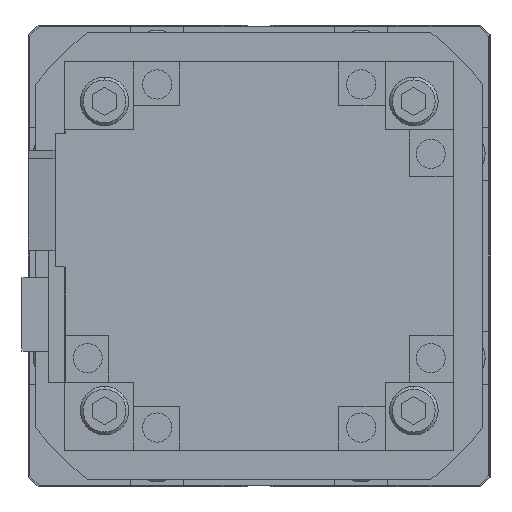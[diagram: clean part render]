
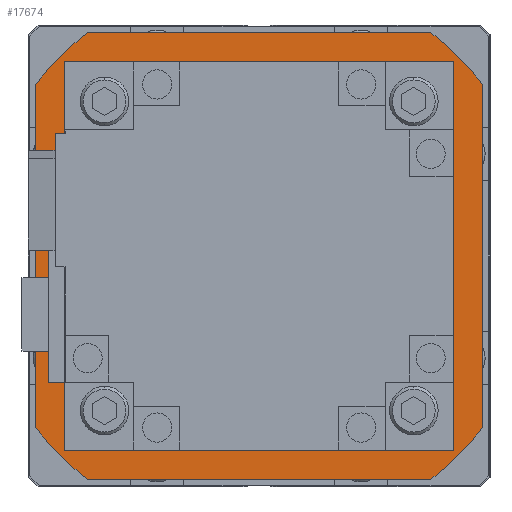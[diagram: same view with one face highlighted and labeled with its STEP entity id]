
A CAD part, left-side view. The second image highlights one B-rep face of the part: STEP entity #17674.
In plain terms, the highlighted face is planar.
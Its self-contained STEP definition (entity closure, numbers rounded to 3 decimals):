
#69 = FACE_OUTER_BOUND ( 'NONE', #15815, .T. ) ;
#615 = EDGE_CURVE ( 'NONE', #30812, #17582, #11540, .T. ) ;
#698 = EDGE_CURVE ( 'NONE', #15357, #9183, #21714, .T. ) ;
#1228 = EDGE_CURVE ( 'NONE', #32863, #8103, #10329, .T. ) ;
#1266 = CARTESIAN_POINT ( 'NONE',  ( 116.5, 0., 0. ) ) ;
#1317 = CARTESIAN_POINT ( 'NONE',  ( 116.5, 35.327, 46. ) ) ;
#1616 = ORIENTED_EDGE ( 'NONE', *, *, #19252, .T. ) ;
#1837 = CARTESIAN_POINT ( 'NONE',  ( 116.5, -46., 35.327 ) ) ;
#2041 = DIRECTION ( 'NONE',  ( 1., 0., 0. ) ) ;
#2055 = AXIS2_PLACEMENT_3D ( 'NONE', #1266, #17117, #3757 ) ;
#3436 = DIRECTION ( 'NONE',  ( 0., -1., 0. ) ) ;
#3757 = DIRECTION ( 'NONE',  ( 0., 0., -1. ) ) ;
#3955 = EDGE_CURVE ( 'NONE', #17582, #15357, #17913, .T. ) ;
#4562 = DIRECTION ( 'NONE',  ( 0., 0., -1. ) ) ;
#4710 = DIRECTION ( 'NONE',  ( 0., 1., 0. ) ) ;
#4809 = AXIS2_PLACEMENT_3D ( 'NONE', #24543, #31962, #21725 ) ;
#4854 = CARTESIAN_POINT ( 'NONE',  ( 116.5, 35.327, -46. ) ) ;
#5095 = CARTESIAN_POINT ( 'NONE',  ( 116.5, 0., 0. ) ) ;
#5150 = LINE ( 'NONE', #13750, #9208 ) ;
#5327 = LINE ( 'NONE', #1317, #18302 ) ;
#6174 = EDGE_CURVE ( 'NONE', #26969, #28693, #22123, .T. ) ;
#6197 = DIRECTION ( 'NONE',  ( 1., 0., 0. ) ) ;
#7469 = ORIENTED_EDGE ( 'NONE', *, *, #20286, .T. ) ;
#8103 = VERTEX_POINT ( 'NONE', #23649 ) ;
#8136 = DIRECTION ( 'NONE',  ( 0., 0., 1. ) ) ;
#8483 = CARTESIAN_POINT ( 'NONE',  ( 116.5, 46., 35.327 ) ) ;
#9183 = VERTEX_POINT ( 'NONE', #19514 ) ;
#9208 = VECTOR ( 'NONE', #8136, 1000. ) ;
#9721 = AXIS2_PLACEMENT_3D ( 'NONE', #31592, #2041, #34249 ) ;
#10329 = CIRCLE ( 'NONE', #26061, 58. ) ;
#11362 = VECTOR ( 'NONE', #20727, 1000. ) ;
#11540 = CIRCLE ( 'NONE', #19414, 58. ) ;
#13657 = CARTESIAN_POINT ( 'NONE',  ( 116.5, 46., -35.327 ) ) ;
#13750 = CARTESIAN_POINT ( 'NONE',  ( 116.5, 46., -35.327 ) ) ;
#14321 = ORIENTED_EDGE ( 'NONE', *, *, #1228, .T. ) ;
#15274 = DIRECTION ( 'NONE',  ( 1., 0., 0. ) ) ;
#15357 = VERTEX_POINT ( 'NONE', #30793 ) ;
#15815 = EDGE_LOOP ( 'NONE', ( #14321, #1616, #26674, #22116, #18623, #7469, #28088, #23711 ) ) ;
#16249 = DIRECTION ( 'NONE',  ( 0., 0., -1. ) ) ;
#16606 = CARTESIAN_POINT ( 'NONE',  ( 116.5, 0., 0. ) ) ;
#17117 = DIRECTION ( 'NONE',  ( 1., 0., 0. ) ) ;
#17582 = VERTEX_POINT ( 'NONE', #1837 ) ;
#17674 = ADVANCED_FACE ( 'NONE', ( #69 ), #23834, .T. ) ;
#17796 = VECTOR ( 'NONE', #4710, 1000. ) ;
#17913 = LINE ( 'NONE', #23704, #11362 ) ;
#18302 = VECTOR ( 'NONE', #3436, 1000. ) ;
#18623 = ORIENTED_EDGE ( 'NONE', *, *, #698, .T. ) ;
#19252 = EDGE_CURVE ( 'NONE', #8103, #30812, #5327, .T. ) ;
#19414 = AXIS2_PLACEMENT_3D ( 'NONE', #16606, #6197, #16249 ) ;
#19514 = CARTESIAN_POINT ( 'NONE',  ( 116.5, -35.327, -46. ) ) ;
#20286 = EDGE_CURVE ( 'NONE', #9183, #26969, #20880, .T. ) ;
#20727 = DIRECTION ( 'NONE',  ( 0., 0., -1. ) ) ;
#20880 = LINE ( 'NONE', #21257, #17796 ) ;
#21233 = EDGE_CURVE ( 'NONE', #28693, #32863, #5150, .T. ) ;
#21257 = CARTESIAN_POINT ( 'NONE',  ( 116.5, -35.327, -46. ) ) ;
#21714 = CIRCLE ( 'NONE', #2055, 58. ) ;
#21725 = DIRECTION ( 'NONE',  ( 0., 1., 0. ) ) ;
#22116 = ORIENTED_EDGE ( 'NONE', *, *, #3955, .T. ) ;
#22123 = CIRCLE ( 'NONE', #9721, 58. ) ;
#23649 = CARTESIAN_POINT ( 'NONE',  ( 116.5, 35.327, 46. ) ) ;
#23704 = CARTESIAN_POINT ( 'NONE',  ( 116.5, -46., 35.327 ) ) ;
#23711 = ORIENTED_EDGE ( 'NONE', *, *, #21233, .T. ) ;
#23834 = PLANE ( 'NONE',  #4809 ) ;
#24543 = CARTESIAN_POINT ( 'NONE',  ( 116.5, 0., 0. ) ) ;
#26061 = AXIS2_PLACEMENT_3D ( 'NONE', #5095, #15274, #4562 ) ;
#26674 = ORIENTED_EDGE ( 'NONE', *, *, #615, .T. ) ;
#26969 = VERTEX_POINT ( 'NONE', #4854 ) ;
#28088 = ORIENTED_EDGE ( 'NONE', *, *, #6174, .T. ) ;
#28693 = VERTEX_POINT ( 'NONE', #13657 ) ;
#29208 = CARTESIAN_POINT ( 'NONE',  ( 116.5, -35.327, 46. ) ) ;
#30793 = CARTESIAN_POINT ( 'NONE',  ( 116.5, -46., -35.327 ) ) ;
#30812 = VERTEX_POINT ( 'NONE', #29208 ) ;
#31592 = CARTESIAN_POINT ( 'NONE',  ( 116.5, 0., 0. ) ) ;
#31962 = DIRECTION ( 'NONE',  ( 1., 0., 0. ) ) ;
#32863 = VERTEX_POINT ( 'NONE', #8483 ) ;
#34249 = DIRECTION ( 'NONE',  ( 0., 0., -1. ) ) ;
